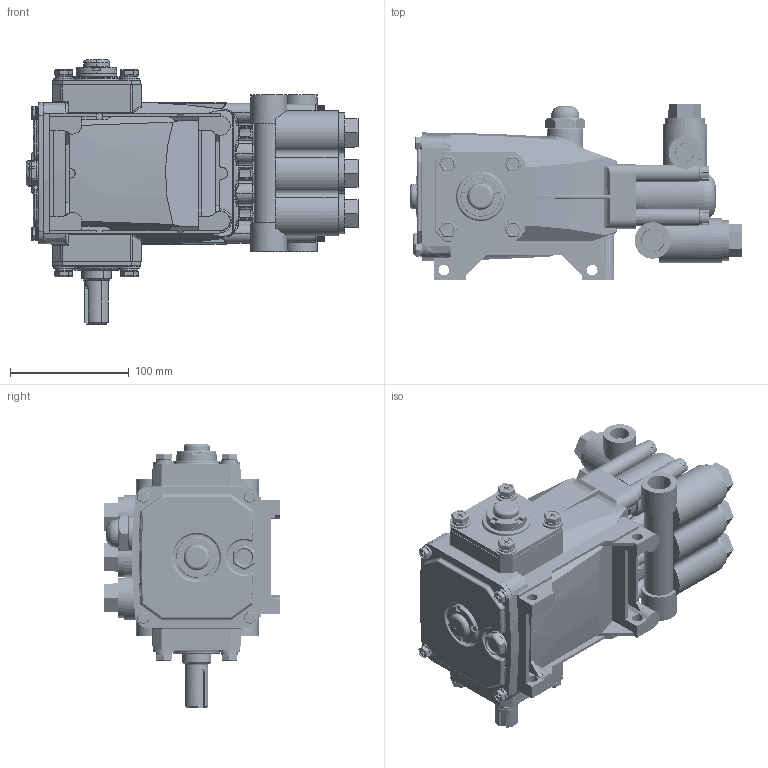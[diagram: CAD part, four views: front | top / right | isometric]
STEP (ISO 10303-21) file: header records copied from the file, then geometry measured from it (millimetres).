
FILE_DESCRIPTION (( 'STEP AP203' ), '1' );
FILE_NAME ('5CP5120CSS.STEP', '2018-05-10T15:05:41', ( 'IT' ), ( 'Microsoft' ), 'SwSTEP 2.0', 'SolidWorks 2018', '' );
FILE_SCHEMA (( 'CONFIG_CONTROL_DESIGN' ));
Products named in the file (1): 5CP5120CSS
Bounding box: 279.69 x 147.71 x 222.49 mm (x, y, z)
Volume: 1645542.4 mm3; surface area: 413296 mm2
Topology: 23 solids, 39 shells, 5028 faces, 14272 edges, 9237 vertices
Faces by surface type: plane 2810, cylinder 1274, bspline 424, torus 317, cone 158, sphere 45
Entity records: 356737 total; most frequent: CARTESIAN_POINT 233438, ORIENTED_EDGE 28396, DIRECTION 23080, EDGE_CURVE 14198, VERTEX_POINT 9217, AXIS2_PLACEMENT_3D 8318, LINE 6444, VECTOR 6444
